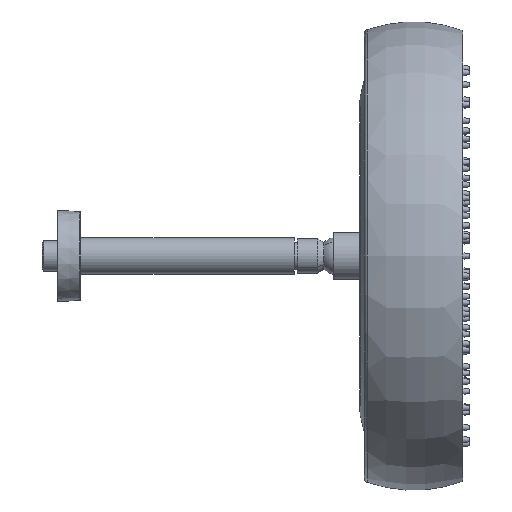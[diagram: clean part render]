
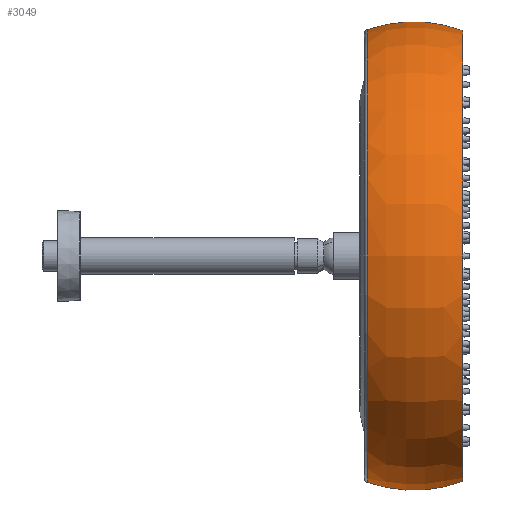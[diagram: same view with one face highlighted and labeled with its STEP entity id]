
A CAD part, left-side view. The second image highlights one B-rep face of the part: STEP entity #3049.
In plain terms, the highlighted toroidal (fillet/blend) face has major radius 63.441 mm and minor radius 92.565 mm.
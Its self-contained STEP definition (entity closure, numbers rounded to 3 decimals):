
#174 = EDGE_LOOP ( 'NONE', ( #3808, #8643, #7677, #11085 ) ) ;
#342 = CIRCLE ( 'NONE', #2871, 92.565 ) ;
#441 = CARTESIAN_POINT ( 'NONE',  ( 0., 63.598, -150.732 ) ) ;
#541 = CARTESIAN_POINT ( 'NONE',  ( 0., 32.8, 63.441 ) ) ;
#625 = AXIS2_PLACEMENT_3D ( 'NONE', #7181, #2146, #3399 ) ;
#999 = EDGE_CURVE ( 'NONE', #1387, #1321, #342, .T. ) ;
#1321 = VERTEX_POINT ( 'NONE', #10594 ) ;
#1387 = VERTEX_POINT ( 'NONE', #11740 ) ;
#1636 = CARTESIAN_POINT ( 'NONE',  ( 0., 0., 0. ) ) ;
#2146 = DIRECTION ( 'NONE',  ( 1., 0., 0. ) ) ;
#2871 = AXIS2_PLACEMENT_3D ( 'NONE', #541, #9081, #7121 ) ;
#2884 = AXIS2_PLACEMENT_3D ( 'NONE', #10646, #6023, #3323 ) ;
#3049 = ADVANCED_FACE ( 'NONE', ( #9617 ), #10988, .T. ) ;
#3323 = DIRECTION ( 'NONE',  ( 0., 0., 1. ) ) ;
#3352 = CIRCLE ( 'NONE', #625, 92.565 ) ;
#3399 = DIRECTION ( 'NONE',  ( 0., 0., -1. ) ) ;
#3808 = ORIENTED_EDGE ( 'NONE', *, *, #10674, .F. ) ;
#3871 = EDGE_CURVE ( 'NONE', #4209, #1321, #9112, .T. ) ;
#4209 = VERTEX_POINT ( 'NONE', #441 ) ;
#4270 = VERTEX_POINT ( 'NONE', #5043 ) ;
#4625 = AXIS2_PLACEMENT_3D ( 'NONE', #1636, #5365, #6510 ) ;
#5043 = CARTESIAN_POINT ( 'NONE',  ( 0., 0., -150. ) ) ;
#5365 = DIRECTION ( 'NONE',  ( 0., 1., 0. ) ) ;
#5639 = EDGE_CURVE ( 'NONE', #4270, #1387, #11035, .T. ) ;
#6023 = DIRECTION ( 'NONE',  ( 0., 1., 0. ) ) ;
#6510 = DIRECTION ( 'NONE',  ( 0., 0., 1. ) ) ;
#7121 = DIRECTION ( 'NONE',  ( 0., 0., 1. ) ) ;
#7181 = CARTESIAN_POINT ( 'NONE',  ( 0., 32.8, -63.441 ) ) ;
#7677 = ORIENTED_EDGE ( 'NONE', *, *, #999, .T. ) ;
#8643 = ORIENTED_EDGE ( 'NONE', *, *, #5639, .T. ) ;
#9081 = DIRECTION ( 'NONE',  ( -1., 0., 0. ) ) ;
#9112 = CIRCLE ( 'NONE', #2884, 150.732 ) ;
#9499 = CARTESIAN_POINT ( 'NONE',  ( 0., 32.8, 0. ) ) ;
#9617 = FACE_OUTER_BOUND ( 'NONE', #174, .T. ) ;
#9828 = AXIS2_PLACEMENT_3D ( 'NONE', #9499, #11438, #11263 ) ;
#10594 = CARTESIAN_POINT ( 'NONE',  ( 0., 63.598, 150.732 ) ) ;
#10646 = CARTESIAN_POINT ( 'NONE',  ( 0., 63.598, 0. ) ) ;
#10674 = EDGE_CURVE ( 'NONE', #4270, #4209, #3352, .T. ) ;
#10988 = TOROIDAL_SURFACE ( 'NONE', #9828, 63.441, 92.565 ) ;
#11035 = CIRCLE ( 'NONE', #4625, 150. ) ;
#11085 = ORIENTED_EDGE ( 'NONE', *, *, #3871, .F. ) ;
#11263 = DIRECTION ( 'NONE',  ( 0., 0., 1. ) ) ;
#11438 = DIRECTION ( 'NONE',  ( 0., 1., 0. ) ) ;
#11740 = CARTESIAN_POINT ( 'NONE',  ( 0., 0., 150. ) ) ;
